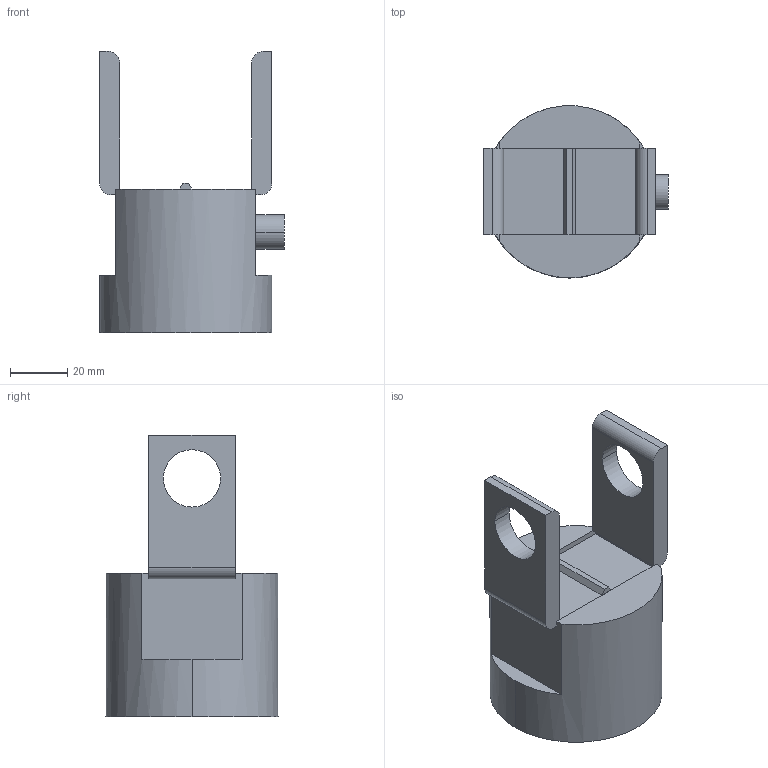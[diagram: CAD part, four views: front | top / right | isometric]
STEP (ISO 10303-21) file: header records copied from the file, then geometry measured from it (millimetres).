
FILE_DESCRIPTION (( 'STEP AP203' ), '1' );
FILE_NAME ('Part3_Default_sldprt.STEP', '2023-03-14T12:21:26', ( '' ), ( '' ), 'SwSTEP 2.0', 'SolidWorks 2021', '' );
FILE_SCHEMA (( 'CONFIG_CONTROL_DESIGN' ));
Length unit declared in the file: millimetre
Products named in the file (1): Part3_Default_sldprt
Bounding box: 64.41 x 60 x 98 mm (x, y, z)
Volume: 118051.6 mm3; surface area: 26819.2 mm2
Topology: 4 solids, 4 shells, 57 faces, 138 edges, 92 vertices
Faces by surface type: plane 40, cylinder 17
Entity records: 1749 total; most frequent: CARTESIAN_POINT 300, DIRECTION 288, ORIENTED_EDGE 276, EDGE_CURVE 138, VECTOR 96, AXIS2_PLACEMENT_3D 96, LINE 96, VERTEX_POINT 92
